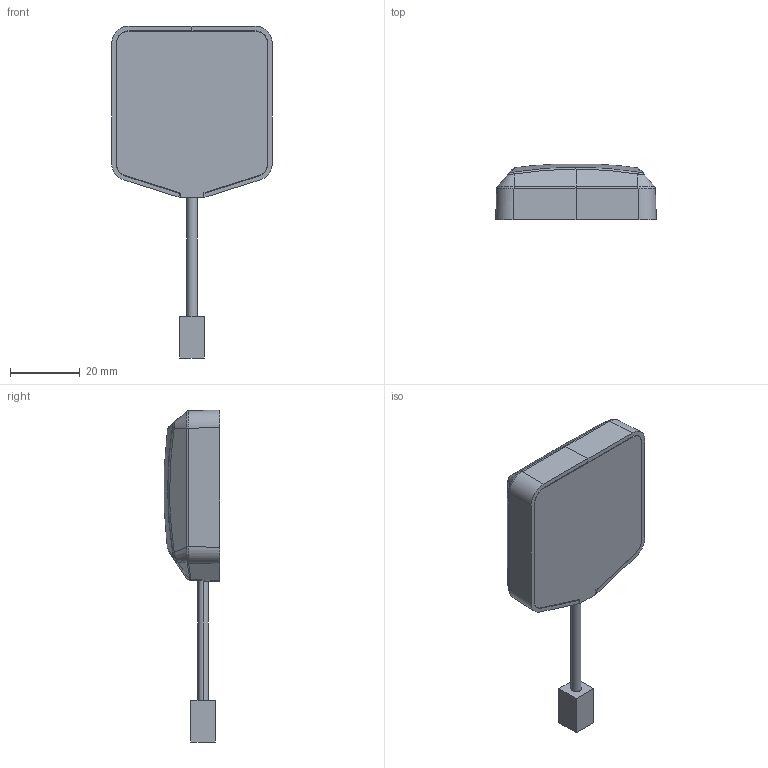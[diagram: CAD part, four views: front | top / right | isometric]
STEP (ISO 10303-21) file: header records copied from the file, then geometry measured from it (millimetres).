
FILE_DESCRIPTION((''),'2;1');
FILE_NAME('DPNA2921_GPSLX06G-S6-01-A_ASM','2021-10-13T16:24:08',('hill.hsu'),(''),'CREO PARAMETRIC BY PTC INC, 2019344','CREO PARAMETRIC BY PTC INC, 2019344','');
FILE_SCHEMA(('AUTOMOTIVE_DESIGN { 1 0 10303 214 1 1 1 1 }'));
Length unit declared in the file: millimetre
Products named in the file (4): CABLE; 02G_BTM_COVER_1_2020106; SJ; DPNA2921_GPSLX06G-S6-01-A_ASM
Assembly tree (3 placements, depth 2):
  DPNA2921_GPSLX06G-S6-01-A_ASM
    CABLE
    02G_BTM_COVER_1_2020106
    SJ
Bounding box: 46.06 x 15.97 x 95.21 mm (x, y, z)
Volume: 11573.4 mm3; surface area: 16546.5 mm2
Topology: 3 solids, 3 shells, 503 faces, 1371 edges, 890 vertices
Faces by surface type: plane 372, bspline 56, cylinder 45, cone 26, torus 2, extrusion 2
Entity records: 22381 total; most frequent: CARTESIAN_POINT 7977, ORIENTED_EDGE 2742, DIRECTION 2058, EDGE_CURVE 1371, VECTOR 1008, LINE 1006, VERTEX_POINT 890, PRESENTATION_STYLE_ASSIGNMENT 635
